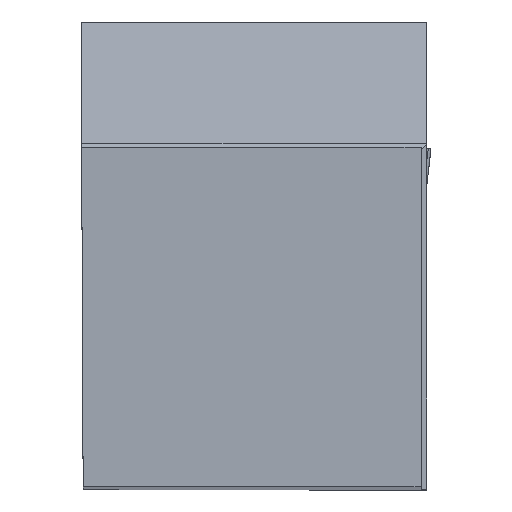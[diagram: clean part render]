
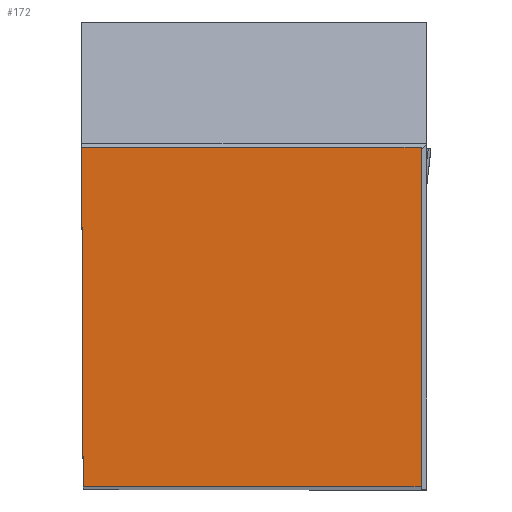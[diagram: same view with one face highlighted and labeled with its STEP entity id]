
A CAD part, top view. The second image highlights one B-rep face of the part: STEP entity #172.
In plain terms, the highlighted planar face has unit normal (0, 0, 1).
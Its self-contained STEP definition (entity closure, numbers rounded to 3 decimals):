
#172=ADVANCED_FACE('BLANK_BOXF006',(#269),#216,.F.);
#216=PLANE('',#1246);
#269=FACE_OUTER_BOUND('',#323,.T.);
#323=EDGE_LOOP('',(#561,#562,#563,#564));
#561=ORIENTED_EDGE('',*,*,#864,.T.);
#562=ORIENTED_EDGE('',*,*,#865,.T.);
#563=ORIENTED_EDGE('',*,*,#866,.T.);
#564=ORIENTED_EDGE('',*,*,#853,.T.);
#723=VERTEX_POINT('',#1949);
#724=VERTEX_POINT('',#1951);
#729=VERTEX_POINT('',#1989);
#730=VERTEX_POINT('',#1991);
#853=EDGE_CURVE('',#724,#723,#979,.T.);
#864=EDGE_CURVE('',#723,#729,#986,.T.);
#865=EDGE_CURVE('',#729,#730,#987,.T.);
#866=EDGE_CURVE('',#730,#724,#988,.T.);
#979=LINE('',#1950,#1105);
#986=LINE('',#1988,#1112);
#987=LINE('',#1990,#1113);
#988=LINE('',#1992,#1114);
#1105=VECTOR('',#1465,1.);
#1112=VECTOR('',#1486,1.);
#1113=VECTOR('',#1487,1.);
#1114=VECTOR('',#1488,1.);
#1246=AXIS2_PLACEMENT_3D('',#1993,#1489,#1490);
#1465=DIRECTION('',(1.,0.,0.));
#1486=DIRECTION('',(0.,1.,0.));
#1487=DIRECTION('',(-1.,0.,0.));
#1488=DIRECTION('',(0.004,-1.,0.));
#1489=DIRECTION('',(0.,0.,-1.));
#1490=DIRECTION('',(0.,-1.,0.));
#1949=CARTESIAN_POINT('',(25.273,0.,0.));
#1950=CARTESIAN_POINT('',(-151.6,0.,0.));
#1951=CARTESIAN_POINT('',(0.11,0.,0.));
#1988=CARTESIAN_POINT('',(25.273,-151.6,0.));
#1989=CARTESIAN_POINT('',(25.273,25.273,0.));
#1990=CARTESIAN_POINT('',(151.6,25.273,0.));
#1991=CARTESIAN_POINT('',(0.,25.273,0.));
#1992=CARTESIAN_POINT('',(-0.551,151.599,0.));
#1993=CARTESIAN_POINT('',(25.685,-5.,0.));
